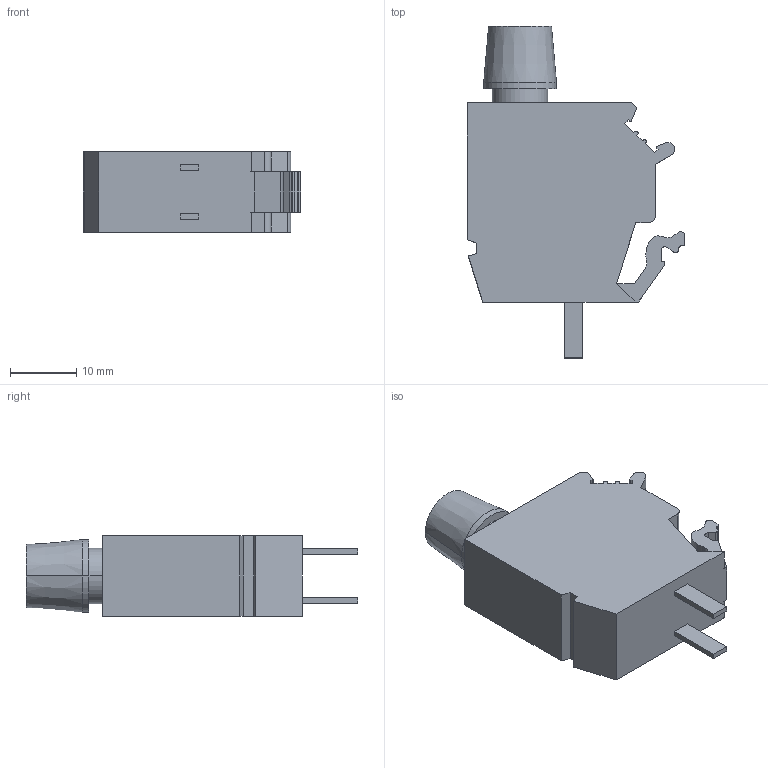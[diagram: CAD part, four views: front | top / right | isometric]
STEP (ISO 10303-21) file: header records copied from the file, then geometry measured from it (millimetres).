
FILE_DESCRIPTION(('SolidDesigner STEP Export'),'2;1');
FILE_NAME('0709301_dfk4_si_5_20_-select.stp','2008-10-21T 9:42:43',(''),(''),'OneSpace Designer STEP processor for AP214 (Solid Model)','OneSpace Designer 14.50 18-Oct-2006 (C) CoCreate Software GmbH','');
FILE_SCHEMA(('AUTOMOTIVE_DESIGN { 1 0 10303 214 1 1 1 1 }'));
Length unit declared in the file: millimetre
Products named in the file (2): 0709301_dfk4_si_5_20_-select
Assembly tree (1 placements, depth 2):
  0709301_dfk4_si_5_20_-select
    0709301_dfk4_si_5_20_-select
Bounding box: 32.9 x 50.14 x 12.2 mm (x, y, z)
Volume: 10427.3 mm3; surface area: 4039.9 mm2
Topology: 1 solids, 1 shells, 105 faces, 283 edges, 186 vertices
Faces by surface type: plane 70, cylinder 33, cone 2
Entity records: 3934 total; most frequent: ORIENTED_EDGE 566, CARTESIAN_POINT 528, DIRECTION 477, EDGE_CURVE 283, VECTOR 207, LINE 207, VERTEX_POINT 186, AXIS2_PLACEMENT_3D 135
